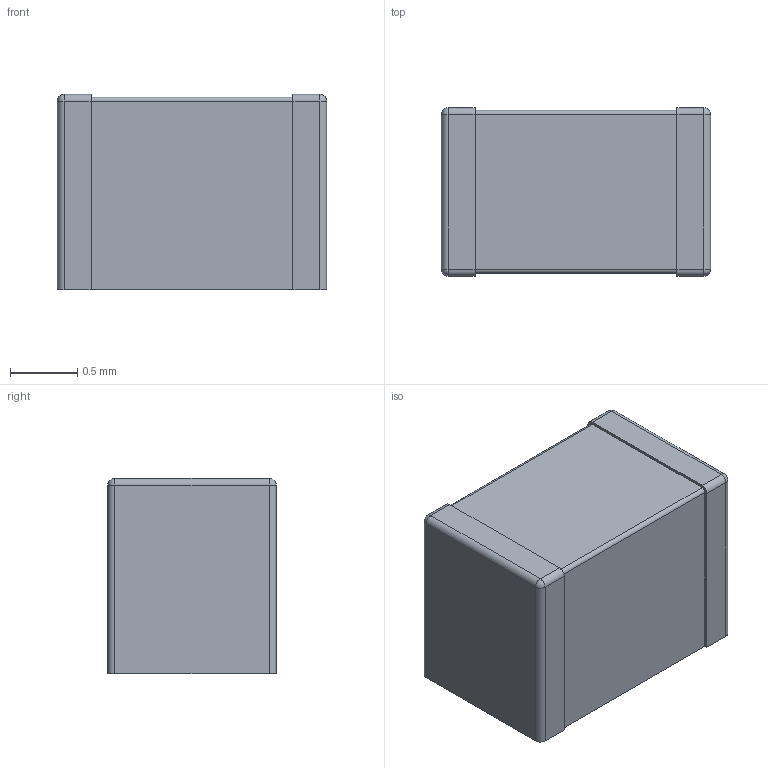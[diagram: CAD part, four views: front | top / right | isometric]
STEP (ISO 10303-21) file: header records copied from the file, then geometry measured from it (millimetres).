
FILE_DESCRIPTION (( 'STEP AP214' ), '1' );
FILE_NAME ('CC0805.STEP', '2017-12-25T03:56:43', ( 'Sky123.Org' ), ( 'Sky123.Org' ), 'SwSTEP 2.0', 'SolidWorks 2013', '' );
FILE_SCHEMA (( 'AUTOMOTIVE_DESIGN' ));
Length unit declared in the file: millimetre
Products named in the file (1): CC0805
Bounding box: 2 x 1.25 x 1.45 mm (x, y, z)
Volume: 3.5 mm3; surface area: 14.2 mm2
Topology: 1 solids, 1 shells, 30 faces, 76 edges, 44 vertices
Faces by surface type: plane 14, cylinder 12, sphere 4
Entity records: 1228 total; most frequent: DIRECTION 158, CARTESIAN_POINT 147, ORIENTED_EDGE 144, EDGE_CURVE 72, AXIS2_PLACEMENT_3D 55, VECTOR 48, LINE 48, VERTEX_POINT 44
